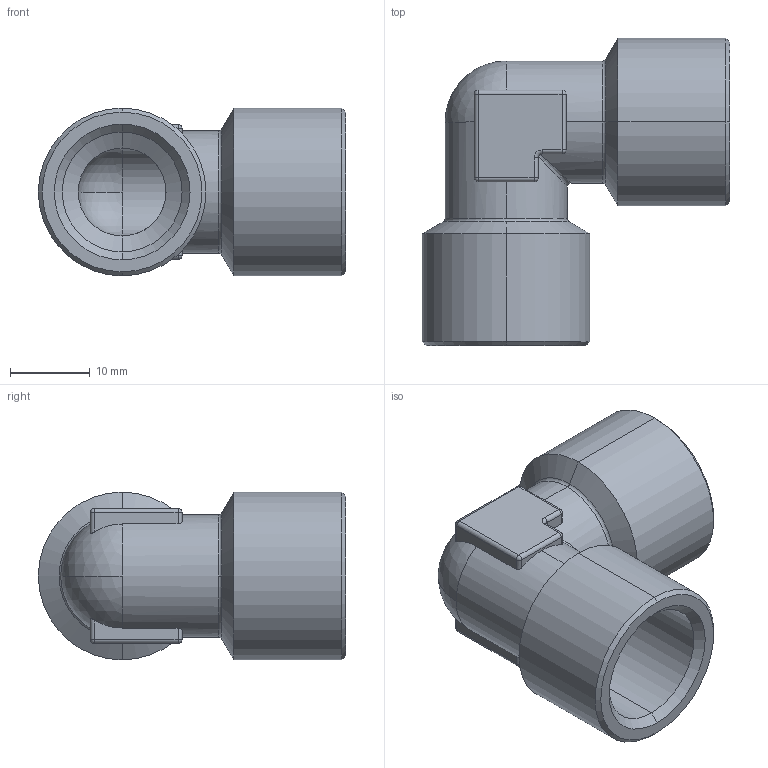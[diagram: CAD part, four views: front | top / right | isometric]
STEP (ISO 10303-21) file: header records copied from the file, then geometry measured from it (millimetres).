
FILE_DESCRIPTION (( 'STEP AP203' ), '1' );
FILE_NAME ('05110003.STEP', '2010-09-13T08:54:04', ( 'Flavio' ), ( '' ), 'SwSTEP 2.0', 'SolidWorks 2009', '' );
FILE_SCHEMA (( 'CONFIG_CONTROL_DESIGN' ));
Length unit declared in the file: millimetre
Products named in the file (1): 05110003
Bounding box: 38.5 x 38.5 x 21 mm (x, y, z)
Volume: 7863.8 mm3; surface area: 6041.4 mm2
Topology: 1 solids, 1 shells, 93 faces, 223 edges, 120 vertices
Faces by surface type: cylinder 40, cone 16, plane 16, sphere 14, torus 6, bspline 1
Entity records: 2881 total; most frequent: CARTESIAN_POINT 696, DIRECTION 482, ORIENTED_EDGE 422, EDGE_CURVE 211, AXIS2_PLACEMENT_3D 197, VERTEX_POINT 120, CIRCLE 104, EDGE_LOOP 95
